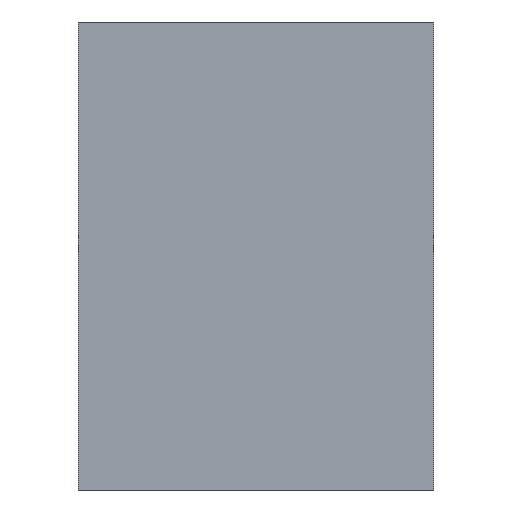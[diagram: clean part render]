
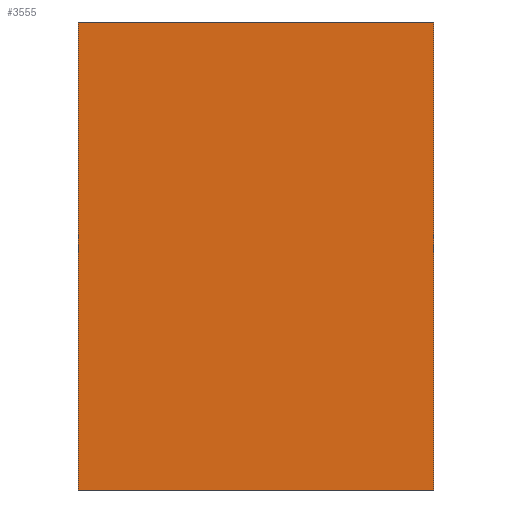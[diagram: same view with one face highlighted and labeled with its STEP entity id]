
A CAD part, left-side view. The second image highlights one B-rep face of the part: STEP entity #3555.
In plain terms, the highlighted planar face has unit normal (-1, 0, 0).
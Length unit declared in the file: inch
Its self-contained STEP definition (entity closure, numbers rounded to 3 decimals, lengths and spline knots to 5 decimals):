
#1=DIRECTION('',(0.,-1.,0.));
#2=VECTOR('',#1,3.75);
#3=CARTESIAN_POINT('',(0.,0.,0.));
#4=LINE('',#3,#2);
#37=DIRECTION('',(0.,0.,1.));
#38=VECTOR('',#37,4.938);
#39=CARTESIAN_POINT('',(0.,0.,0.));
#40=LINE('',#39,#38);
#179=DIRECTION('',(0.,0.,1.));
#180=VECTOR('',#179,4.938);
#181=CARTESIAN_POINT('',(0.,-3.75,0.));
#182=LINE('',#181,#180);
#223=DIRECTION('',(0.,-1.,0.));
#224=VECTOR('',#223,3.75);
#225=CARTESIAN_POINT('',(0.,0.,4.938));
#226=LINE('',#225,#224);
#2945=CARTESIAN_POINT('',(0.,0.,0.));
#2946=CARTESIAN_POINT('',(0.,-3.75,0.));
#2947=VERTEX_POINT('',#2945);
#2948=VERTEX_POINT('',#2946);
#2953=CARTESIAN_POINT('',(0.,0.,4.938));
#2954=CARTESIAN_POINT('',(0.,-3.75,4.938));
#2955=VERTEX_POINT('',#2953);
#2956=VERTEX_POINT('',#2954);
#3541=CARTESIAN_POINT('',(0.,0.,0.));
#3542=DIRECTION('',(-1.,0.,0.));
#3543=DIRECTION('',(0.,-1.,0.));
#3544=AXIS2_PLACEMENT_3D('',#3541,#3542,#3543);
#3545=PLANE('',#3544);
#3546=ORIENTED_EDGE('',*,*,#3518,.F.);
#3548=ORIENTED_EDGE('',*,*,#3547,.T.);
#3550=ORIENTED_EDGE('',*,*,#3549,.T.);
#3552=ORIENTED_EDGE('',*,*,#3551,.F.);
#3553=EDGE_LOOP('',(#3546,#3548,#3550,#3552));
#3554=FACE_OUTER_BOUND('',#3553,.F.);
#3555=ADVANCED_FACE('',(#3554),#3545,.T.);
#3518=EDGE_CURVE('',#2947,#2948,#4,.T.);
#3547=EDGE_CURVE('',#2947,#2955,#40,.T.);
#3549=EDGE_CURVE('',#2955,#2956,#226,.T.);
#3551=EDGE_CURVE('',#2948,#2956,#182,.T.);
